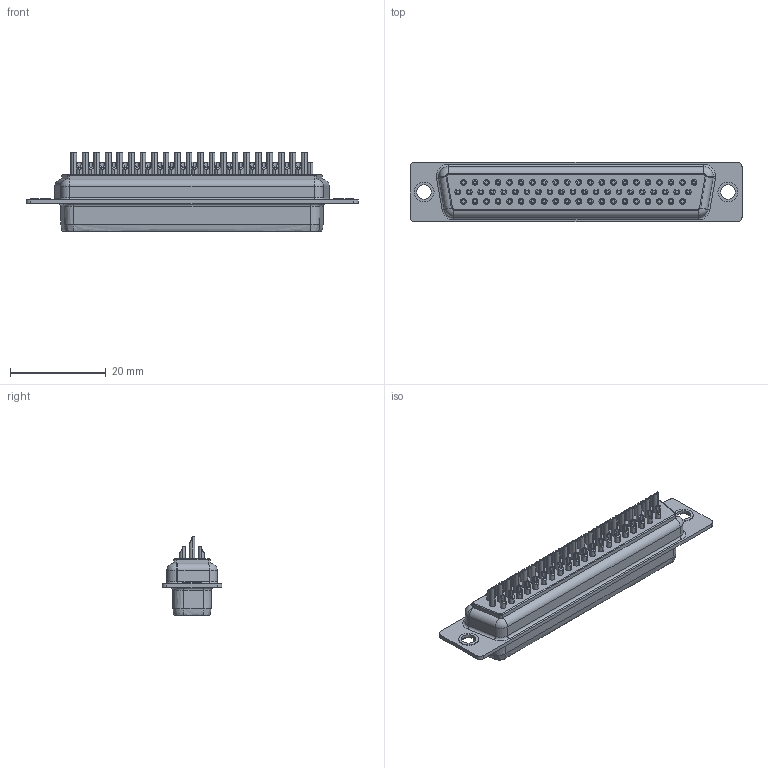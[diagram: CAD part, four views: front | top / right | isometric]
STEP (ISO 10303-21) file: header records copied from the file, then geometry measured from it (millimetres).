
FILE_DESCRIPTION (( 'STEP AP214' ), '1' );
FILE_NAME ('FDM6211-F0WS101W1K-REF.STEP', '2024-12-10T05:45:18', ( '' ), ( '' ), 'SwSTEP 2.0', 'SolidWorks 2021', '' );
FILE_SCHEMA (( 'AUTOMOTIVE_DESIGN' ));
Length unit declared in the file: millimetre
Products named in the file (1): FDM6211-F0WS101W1K-REF
Bounding box: 69.4 x 12.5 x 16.5 mm (x, y, z)
Volume: 5888.7 mm3; surface area: 6080.6 mm2
Topology: 1 solids, 2 shells, 871 faces, 1956 edges, 1215 vertices
Faces by surface type: cylinder 485, plane 212, cone 129, torus 37, bspline 8
Entity records: 26926 total; most frequent: CARTESIAN_POINT 7038, DIRECTION 4478, ORIENTED_EDGE 3912, EDGE_CURVE 1956, AXIS2_PLACEMENT_3D 1879, VERTEX_POINT 1215, CIRCLE 1015, EDGE_LOOP 1003
